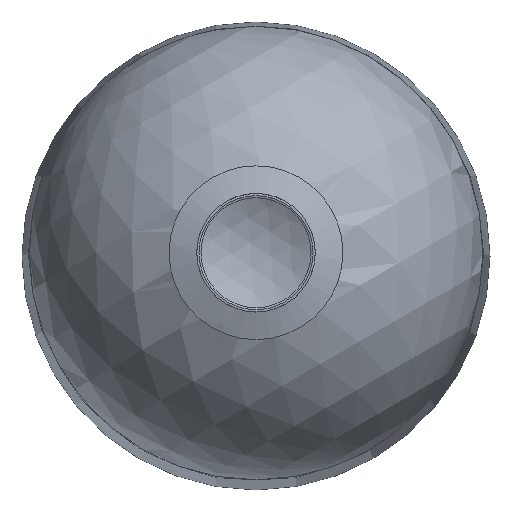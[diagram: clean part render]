
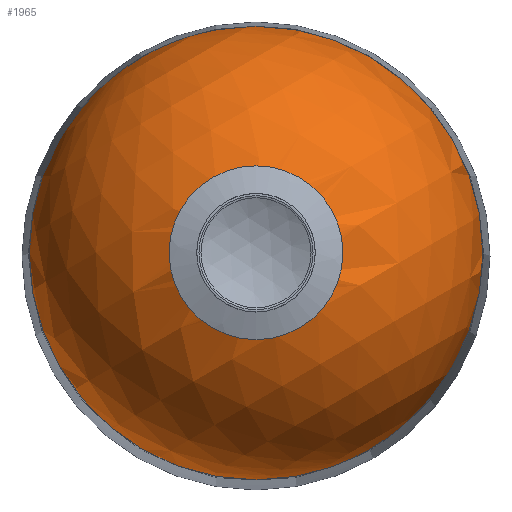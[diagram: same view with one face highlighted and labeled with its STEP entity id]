
A CAD part, top view. The second image highlights one B-rep face of the part: STEP entity #1965.
In plain terms, the highlighted spherical face has radius 49.708 mm.
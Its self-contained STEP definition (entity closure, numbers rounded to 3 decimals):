
#107=SPHERICAL_SURFACE('',#11305,49.708);
#743=FACE_BOUND('',#3308,.T.);
#744=FACE_BOUND('',#3309,.T.);
#1348=CIRCLE('',#11301,12.98);
#1350=CIRCLE('',#11304,49.708);
#1965=ADVANCED_FACE('',(#743,#744),#107,.T.);
#3308=EDGE_LOOP('',(#5534));
#3309=EDGE_LOOP('',(#5535));
#5534=ORIENTED_EDGE('',*,*,#8593,.T.);
#5535=ORIENTED_EDGE('',*,*,#8591,.F.);
#7242=VERTEX_POINT('',#43794);
#7244=VERTEX_POINT('',#43799);
#8591=EDGE_CURVE('',#7242,#7242,#1348,.T.);
#8593=EDGE_CURVE('',#7244,#7244,#1350,.T.);
#11301=AXIS2_PLACEMENT_3D('',#43793,#13382,#13383);
#11304=AXIS2_PLACEMENT_3D('',#43798,#13388,#13389);
#11305=AXIS2_PLACEMENT_3D('',#43800,#13390,#13391);
#13382=DIRECTION('',(0.,0.,1.));
#13383=DIRECTION('',(-0.866,-0.5,0.));
#13388=DIRECTION('',(0.,0.,1.));
#13389=DIRECTION('',(0.5,-0.866,0.));
#13390=DIRECTION('',(-0.5,0.866,0.));
#13391=DIRECTION('',(0.,0.,-1.));
#43793=CARTESIAN_POINT('',(0.,0.,202.185));
#43794=CARTESIAN_POINT('',(-11.241,-6.49,202.185));
#43798=CARTESIAN_POINT('',(0.,0.,154.418));
#43799=CARTESIAN_POINT('',(24.854,-43.048,154.418));
#43800=CARTESIAN_POINT('',(0.,0.,154.201));
